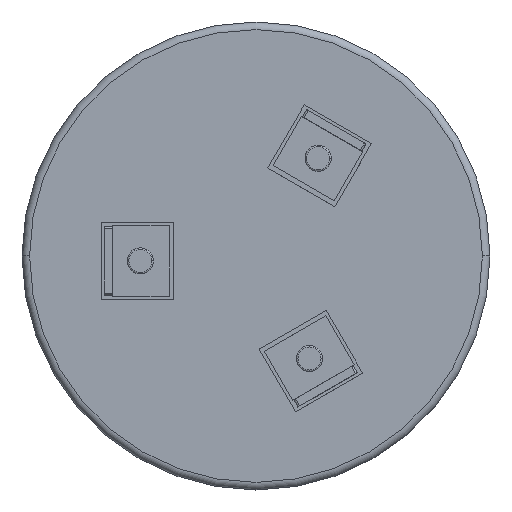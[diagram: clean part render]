
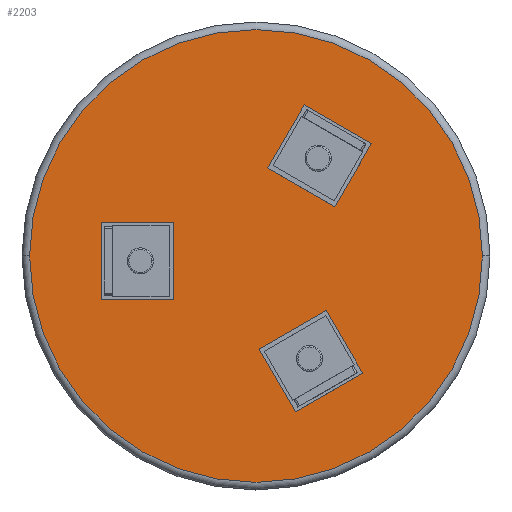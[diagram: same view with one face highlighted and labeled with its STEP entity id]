
A CAD part, top view. The second image highlights one B-rep face of the part: STEP entity #2203.
In plain terms, the highlighted planar face has unit normal (0, 0, 1).
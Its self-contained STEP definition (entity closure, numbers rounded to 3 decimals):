
#980=CARTESIAN_POINT('',(174.852,-1181.834,6769.119));
#981=DIRECTION('',(0.,0.,1.));
#982=DIRECTION('',(1.,0.,0.));
#983=AXIS2_PLACEMENT_3D('',#980,#981,#982);
#988=CARTESIAN_POINT('',(174.852,-1181.834,6769.119));
#989=DIRECTION('',(0.,0.,1.));
#990=DIRECTION('',(-1.,0.,0.));
#991=AXIS2_PLACEMENT_3D('',#988,#989,#990);
#1716=CARTESIAN_POINT('',(204.588,-1181.834,6769.119));
#1717=CARTESIAN_POINT('',(145.116,-1181.834,6769.119));
#1718=VERTEX_POINT('',#1716);
#1719=VERTEX_POINT('',#1717);
#2193=CARTESIAN_POINT('',(0.,0.,6769.119));
#2194=DIRECTION('',(0.,0.,-1.));
#2195=DIRECTION('',(-1.,0.,0.));
#2196=AXIS2_PLACEMENT_3D('',#2193,#2194,#2195);
#2197=PLANE('',#2196);
#2199=ORIENTED_EDGE('',*,*,#2198,.F.);
#2200=ORIENTED_EDGE('',*,*,#2176,.F.);
#2201=EDGE_LOOP('',(#2199,#2200));
#2202=FACE_OUTER_BOUND('',#2201,.F.);
#984=CIRCLE('',#983,29.736);
#992=CIRCLE('',#991,29.736);
#2176=EDGE_CURVE('',#1719,#1718,#992,.T.);
#2198=EDGE_CURVE('',#1718,#1719,#984,.T.);
#2203=ADVANCED_FACE('',(#2202),#2197,.F.);
